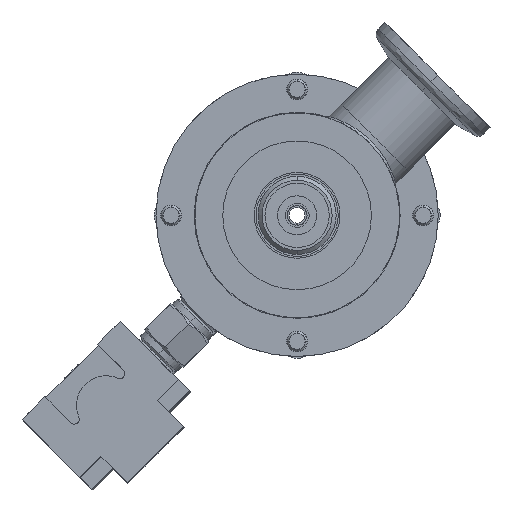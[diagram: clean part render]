
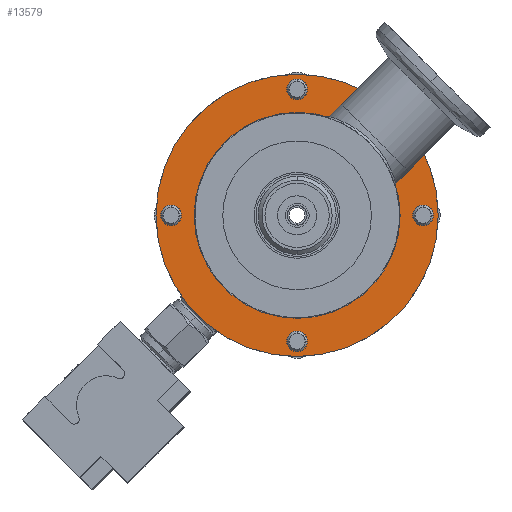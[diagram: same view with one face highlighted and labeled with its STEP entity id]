
A CAD part, front view. The second image highlights one B-rep face of the part: STEP entity #13579.
In plain terms, the highlighted planar face has unit normal (0, -1, 0).
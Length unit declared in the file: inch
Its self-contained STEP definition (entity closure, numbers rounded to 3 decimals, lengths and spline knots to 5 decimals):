
#53 = VERTEX_POINT ( 'NONE', #9281 ) ;
#995 = CARTESIAN_POINT ( 'NONE',  ( 0., 0., 1.068 ) ) ;
#1470 = ORIENTED_EDGE ( 'NONE', *, *, #15064, .T. ) ;
#2667 = CARTESIAN_POINT ( 'NONE',  ( 1., 0., 0. ) ) ;
#3685 = EDGE_CURVE ( 'NONE', #72579, #48531, #63499, .T. ) ;
#4323 = AXIS2_PLACEMENT_3D ( 'NONE', #22786, #53011, #28391 ) ;
#5647 = ORIENTED_EDGE ( 'NONE', *, *, #41334, .T. ) ;
#6468 = VERTEX_POINT ( 'NONE', #21350 ) ;
#7073 = EDGE_CURVE ( 'NONE', #43572, #52680, #16375, .T. ) ;
#7544 = CARTESIAN_POINT ( 'NONE',  ( 0., 0., -1. ) ) ;
#8038 = CIRCLE ( 'NONE', #14463, 0.068 ) ;
#8534 = AXIS2_PLACEMENT_3D ( 'NONE', #23595, #54239, #78659 ) ;
#9281 = CARTESIAN_POINT ( 'NONE',  ( 1., 0., -0.068 ) ) ;
#10038 = DIRECTION ( 'NONE',  ( 0., 0., 1. ) ) ;
#10814 = ORIENTED_EDGE ( 'NONE', *, *, #54326, .T. ) ;
#11489 = CIRCLE ( 'NONE', #56465, 1.12 ) ;
#11681 = FACE_BOUND ( 'NONE', #46851, .T. ) ;
#11978 = EDGE_CURVE ( 'NONE', #52680, #43572, #11489, .T. ) ;
#12368 = CIRCLE ( 'NONE', #44473, 0.068 ) ;
#12475 = VERTEX_POINT ( 'NONE', #46198 ) ;
#13444 = CIRCLE ( 'NONE', #58473, 0.068 ) ;
#13579 = ADVANCED_FACE ( 'NONE', ( #11681, #61952, #31278, #35746, #55918, #29702 ), #73127, .F. ) ;
#13717 = CARTESIAN_POINT ( 'NONE',  ( 0., 0., 0. ) ) ;
#14463 = AXIS2_PLACEMENT_3D ( 'NONE', #7544, #63817, #45338 ) ;
#15064 = EDGE_CURVE ( 'NONE', #62211, #53, #12368, .T. ) ;
#15308 = EDGE_CURVE ( 'NONE', #53, #62211, #52242, .T. ) ;
#15696 = VERTEX_POINT ( 'NONE', #58505 ) ;
#16375 = CIRCLE ( 'NONE', #18882, 1.12 ) ;
#16745 = EDGE_LOOP ( 'NONE', ( #1470, #54103 ) ) ;
#17310 = EDGE_LOOP ( 'NONE', ( #73746, #10814 ) ) ;
#17809 = DIRECTION ( 'NONE',  ( 0., 0., 1. ) ) ;
#18882 = AXIS2_PLACEMENT_3D ( 'NONE', #53260, #58109, #27460 ) ;
#19518 = ORIENTED_EDGE ( 'NONE', *, *, #11978, .F. ) ;
#21350 = CARTESIAN_POINT ( 'NONE',  ( 0., 0., -0.8175 ) ) ;
#22228 = CARTESIAN_POINT ( 'NONE',  ( -1., 0., 0. ) ) ;
#22786 = CARTESIAN_POINT ( 'NONE',  ( -1., 0., 0. ) ) ;
#22819 = DIRECTION ( 'NONE',  ( 0., 1., 0. ) ) ;
#23510 = CIRCLE ( 'NONE', #59511, 0.8175 ) ;
#23595 = CARTESIAN_POINT ( 'NONE',  ( 0., 0., -1. ) ) ;
#24965 = ORIENTED_EDGE ( 'NONE', *, *, #3685, .T. ) ;
#25502 = CIRCLE ( 'NONE', #51297, 0.8175 ) ;
#27460 = DIRECTION ( 'NONE',  ( 0., 0., 1. ) ) ;
#28391 = DIRECTION ( 'NONE',  ( 0., 0., 1. ) ) ;
#29702 = FACE_BOUND ( 'NONE', #38040, .T. ) ;
#30734 = CARTESIAN_POINT ( 'NONE',  ( 0., 0., 0.932 ) ) ;
#31278 = FACE_BOUND ( 'NONE', #17310, .T. ) ;
#31758 = DIRECTION ( 'NONE',  ( 0., 1., 0. ) ) ;
#32152 = DIRECTION ( 'NONE',  ( 0., 0., 1. ) ) ;
#32232 = CARTESIAN_POINT ( 'NONE',  ( -1., 0., -0.068 ) ) ;
#32728 = ORIENTED_EDGE ( 'NONE', *, *, #7073, .F. ) ;
#32915 = AXIS2_PLACEMENT_3D ( 'NONE', #2667, #56993, #76185 ) ;
#33274 = DIRECTION ( 'NONE',  ( 0., 0., 1. ) ) ;
#34115 = EDGE_CURVE ( 'NONE', #58841, #12475, #8038, .T. ) ;
#34888 = CARTESIAN_POINT ( 'NONE',  ( 0., 0., -1.12 ) ) ;
#35746 = FACE_BOUND ( 'NONE', #68891, .T. ) ;
#36585 = ORIENTED_EDGE ( 'NONE', *, *, #64826, .T. ) ;
#38040 = EDGE_LOOP ( 'NONE', ( #44648, #63702 ) ) ;
#39390 = DIRECTION ( 'NONE',  ( 0., 1., 0. ) ) ;
#40209 = CARTESIAN_POINT ( 'NONE',  ( 0., 0., 0. ) ) ;
#41334 = EDGE_CURVE ( 'NONE', #12475, #58841, #49671, .T. ) ;
#42328 = EDGE_CURVE ( 'NONE', #69910, #52899, #67329, .T. ) ;
#43572 = VERTEX_POINT ( 'NONE', #43768 ) ;
#43768 = CARTESIAN_POINT ( 'NONE',  ( 0., 0., 1.12 ) ) ;
#44473 = AXIS2_PLACEMENT_3D ( 'NONE', #59096, #22819, #66205 ) ;
#44648 = ORIENTED_EDGE ( 'NONE', *, *, #57546, .T. ) ;
#45338 = DIRECTION ( 'NONE',  ( 0., 0., 1. ) ) ;
#46198 = CARTESIAN_POINT ( 'NONE',  ( 0., 0., -1.068 ) ) ;
#46851 = EDGE_LOOP ( 'NONE', ( #78223, #5647 ) ) ;
#48531 = VERTEX_POINT ( 'NONE', #76016 ) ;
#49671 = CIRCLE ( 'NONE', #8534, 0.068 ) ;
#49960 = EDGE_CURVE ( 'NONE', #6468, #15696, #25502, .T. ) ;
#51297 = AXIS2_PLACEMENT_3D ( 'NONE', #40209, #64708, #10038 ) ;
#51882 = CARTESIAN_POINT ( 'NONE',  ( 0., 0., 1. ) ) ;
#52067 = DIRECTION ( 'NONE',  ( 0., 1., 0. ) ) ;
#52242 = CIRCLE ( 'NONE', #32915, 0.068 ) ;
#52680 = VERTEX_POINT ( 'NONE', #34888 ) ;
#52858 = DIRECTION ( 'NONE',  ( 0., 0., 1. ) ) ;
#52899 = VERTEX_POINT ( 'NONE', #30734 ) ;
#53011 = DIRECTION ( 'NONE',  ( 0., 1., 0. ) ) ;
#53118 = CARTESIAN_POINT ( 'NONE',  ( 0., 0., 1. ) ) ;
#53260 = CARTESIAN_POINT ( 'NONE',  ( 0., 0., 0. ) ) ;
#54103 = ORIENTED_EDGE ( 'NONE', *, *, #15308, .T. ) ;
#54239 = DIRECTION ( 'NONE',  ( 0., 1., 0. ) ) ;
#54326 = EDGE_CURVE ( 'NONE', #52899, #69910, #13444, .T. ) ;
#55918 = FACE_OUTER_BOUND ( 'NONE', #60894, .T. ) ;
#56465 = AXIS2_PLACEMENT_3D ( 'NONE', #13717, #31758, #32152 ) ;
#56717 = DIRECTION ( 'NONE',  ( 0., 0., 1. ) ) ;
#56993 = DIRECTION ( 'NONE',  ( 0., 1., 0. ) ) ;
#57546 = EDGE_CURVE ( 'NONE', #15696, #6468, #23510, .T. ) ;
#58109 = DIRECTION ( 'NONE',  ( 0., 1., 0. ) ) ;
#58379 = DIRECTION ( 'NONE',  ( 0., 0., 1. ) ) ;
#58473 = AXIS2_PLACEMENT_3D ( 'NONE', #53118, #71916, #58379 ) ;
#58505 = CARTESIAN_POINT ( 'NONE',  ( 0., 0., 0.8175 ) ) ;
#58841 = VERTEX_POINT ( 'NONE', #79239 ) ;
#59096 = CARTESIAN_POINT ( 'NONE',  ( 1., 0., 0. ) ) ;
#59511 = AXIS2_PLACEMENT_3D ( 'NONE', #73244, #72847, #17809 ) ;
#60894 = EDGE_LOOP ( 'NONE', ( #32728, #19518 ) ) ;
#61952 = FACE_BOUND ( 'NONE', #16745, .T. ) ;
#62211 = VERTEX_POINT ( 'NONE', #64607 ) ;
#63101 = CARTESIAN_POINT ( 'NONE',  ( -0.8175, 0., 0. ) ) ;
#63498 = DIRECTION ( 'NONE',  ( 0., 1., 0. ) ) ;
#63499 = CIRCLE ( 'NONE', #64728, 0.068 ) ;
#63702 = ORIENTED_EDGE ( 'NONE', *, *, #49960, .T. ) ;
#63817 = DIRECTION ( 'NONE',  ( 0., 1., 0. ) ) ;
#64607 = CARTESIAN_POINT ( 'NONE',  ( 1., 0., 0.068 ) ) ;
#64708 = DIRECTION ( 'NONE',  ( 0., 1., 0. ) ) ;
#64728 = AXIS2_PLACEMENT_3D ( 'NONE', #22228, #52067, #52858 ) ;
#64826 = EDGE_CURVE ( 'NONE', #48531, #72579, #78720, .T. ) ;
#66205 = DIRECTION ( 'NONE',  ( 0., 0., 1. ) ) ;
#67067 = AXIS2_PLACEMENT_3D ( 'NONE', #63101, #63498, #33274 ) ;
#67329 = CIRCLE ( 'NONE', #69946, 0.068 ) ;
#68891 = EDGE_LOOP ( 'NONE', ( #36585, #24965 ) ) ;
#69910 = VERTEX_POINT ( 'NONE', #995 ) ;
#69946 = AXIS2_PLACEMENT_3D ( 'NONE', #51882, #39390, #56717 ) ;
#71916 = DIRECTION ( 'NONE',  ( 0., 1., 0. ) ) ;
#72579 = VERTEX_POINT ( 'NONE', #32232 ) ;
#72847 = DIRECTION ( 'NONE',  ( 0., 1., 0. ) ) ;
#73127 = PLANE ( 'NONE',  #67067 ) ;
#73244 = CARTESIAN_POINT ( 'NONE',  ( 0., 0., 0. ) ) ;
#73746 = ORIENTED_EDGE ( 'NONE', *, *, #42328, .T. ) ;
#76016 = CARTESIAN_POINT ( 'NONE',  ( -1., 0., 0.068 ) ) ;
#76185 = DIRECTION ( 'NONE',  ( 0., 0., 1. ) ) ;
#78223 = ORIENTED_EDGE ( 'NONE', *, *, #34115, .T. ) ;
#78659 = DIRECTION ( 'NONE',  ( 0., 0., 1. ) ) ;
#78720 = CIRCLE ( 'NONE', #4323, 0.068 ) ;
#79239 = CARTESIAN_POINT ( 'NONE',  ( 0., 0., -0.932 ) ) ;
